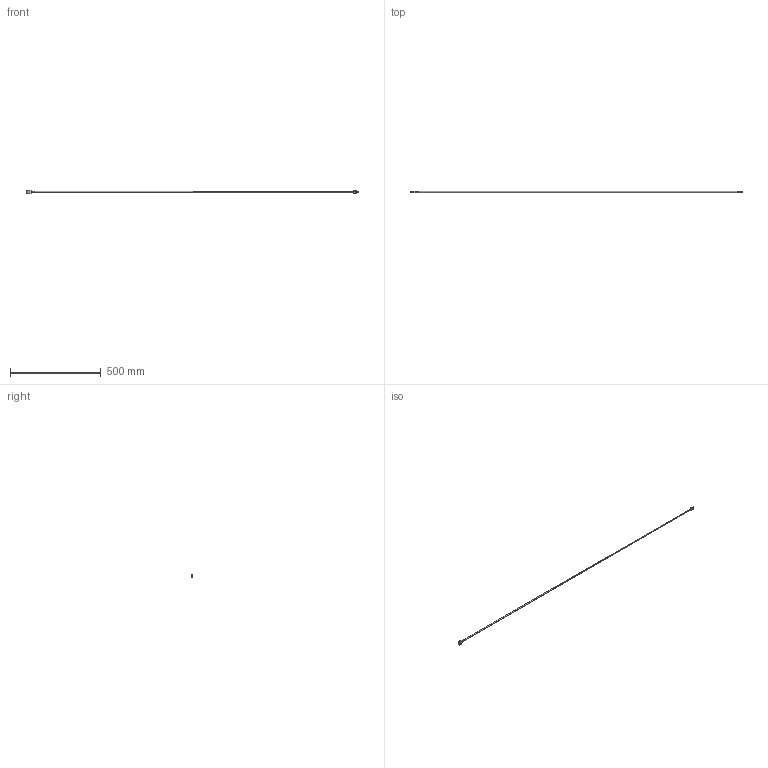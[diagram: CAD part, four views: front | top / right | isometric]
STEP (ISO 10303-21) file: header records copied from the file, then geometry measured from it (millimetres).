
FILE_DESCRIPTION (( 'STEP AP214' ), '1' );
FILE_NAME ('INGUN_106737.STEP', '2020-08-07T06:15:16', ( '' ), ( '' ), 'SwSTEP 2.0', 'SolidWorks 2018', '' );
FILE_SCHEMA (( 'AUTOMOTIVE_DESIGN' ));
Length unit declared in the file: millimetre
Products named in the file (5): K_35093~0_S; INGUN_106737; K_67826~0_S; K_30631~0_S; K_35124~0_L„nge 1772,4<S>
Assembly tree (4 placements, depth 2):
  INGUN_106737
    K_35093~0_S
    K_35124~0_L„nge 1772,4<S>
    K_30631~0_S
    K_67826~0_S
Bounding box: 1830 x 9.98 x 18 mm (x, y, z)
Volume: 56117.9 mm3; surface area: 38439.2 mm2
Topology: 4 solids, 4 shells, 397 faces, 1112 edges, 720 vertices
Faces by surface type: plane 270, cylinder 111, torus 8, bspline 4, cone 2, sphere 2
Entity records: 14288 total; most frequent: CARTESIAN_POINT 2364, ORIENTED_EDGE 2220, DIRECTION 2136, EDGE_CURVE 1110, VECTOR 832, LINE 832, VERTEX_POINT 720, AXIS2_PLACEMENT_3D 652
